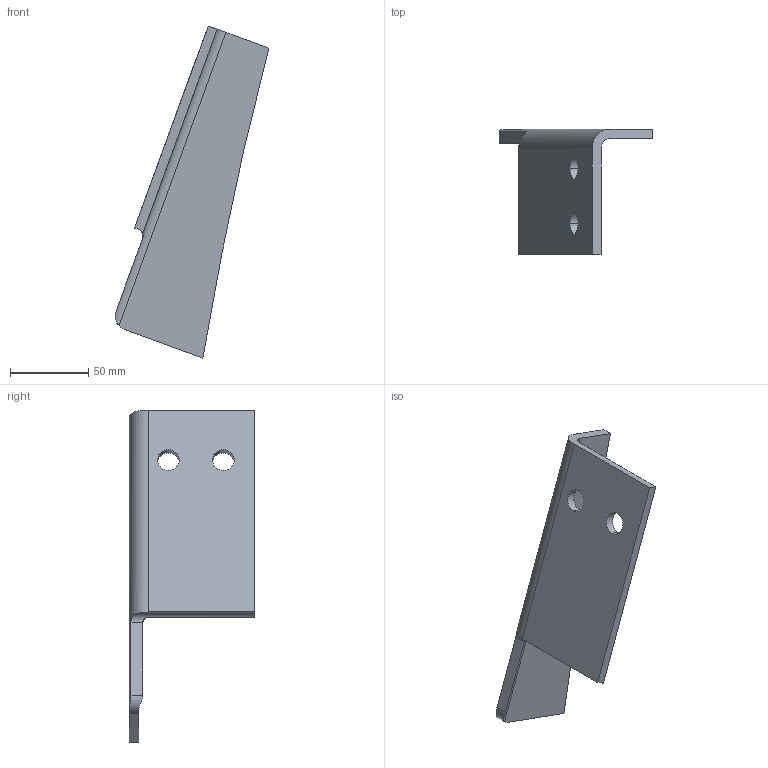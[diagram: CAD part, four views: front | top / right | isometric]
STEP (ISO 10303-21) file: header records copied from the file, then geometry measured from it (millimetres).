
FILE_DESCRIPTION(('CoCreate Modeling STEP Export'),'2;1');
FILE_NAME('b19.stp','2011-05-24T 9:36:37',(''),(''),'CoCreate Modeling STEP processor for AP214 (Solid Model)','CoCreate Modeling 18.0P1120 20-Nov-2010 (C) Parametric Technology GmbH','');
FILE_SCHEMA(('AUTOMOTIVE_DESIGN { 1 0 10303 214 1 1 1 1 }'));
Length unit declared in the file: millimetre
Products named in the file (2): 5093103.PRT
Assembly tree (1 placements, depth 2):
  5093103.PRT
    5093103.PRT
Bounding box: 97.92 x 80 x 211.62 mm (x, y, z)
Volume: 117671.8 mm3; surface area: 43852.2 mm2
Topology: 1 solids, 1 shells, 18 faces, 48 edges, 32 vertices
Faces by surface type: plane 9, cylinder 9
Entity records: 636 total; most frequent: CARTESIAN_POINT 139, ORIENTED_EDGE 96, DIRECTION 92, EDGE_CURVE 48, AXIS2_PLACEMENT_3D 32, VERTEX_POINT 32, VECTOR 28, LINE 28
